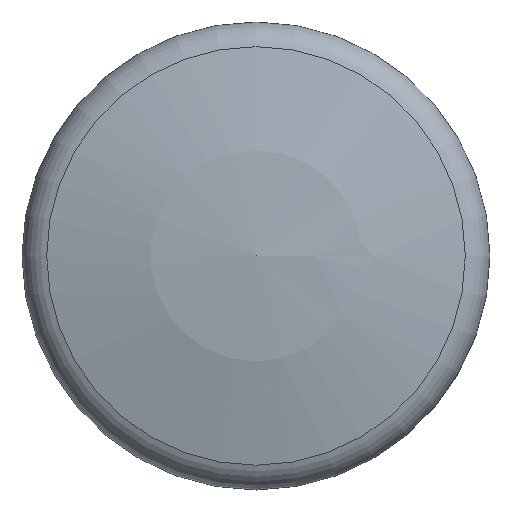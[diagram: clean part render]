
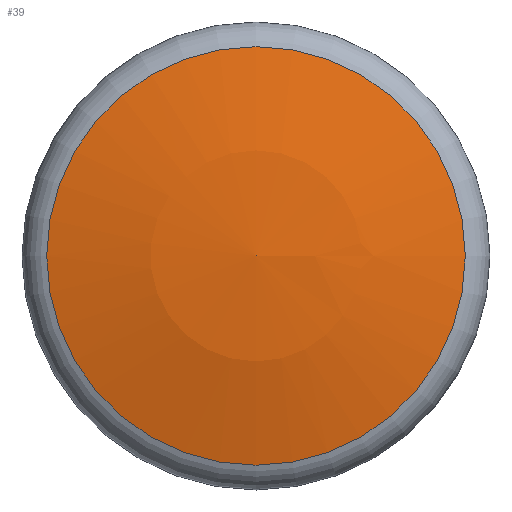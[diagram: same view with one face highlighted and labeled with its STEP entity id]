
A CAD part, top view. The second image highlights one B-rep face of the part: STEP entity #39.
In plain terms, the highlighted spherical face has radius 60 mm.
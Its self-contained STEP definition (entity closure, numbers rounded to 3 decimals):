
#39 = ADVANCED_FACE( '', ( #82 ), #83, .T. );
#82 = FACE_OUTER_BOUND( '', #132, .T. );
#83 = SPHERICAL_SURFACE( '', #133, 60. );
#132 = EDGE_LOOP( '', ( #180 ) );
#133 = AXIS2_PLACEMENT_3D( '', #181, #182, #183 );
#180 = ORIENTED_EDGE( '', *, *, #239, .T. );
#181 = CARTESIAN_POINT( '', ( 0., 0., -25. ) );
#182 = DIRECTION( '', ( 0., 0., 1. ) );
#183 = DIRECTION( '', ( 1., 0., 0. ) );
#239 = EDGE_CURVE( '', #265, #265, #266, .F. );
#265 = VERTEX_POINT( '', #296 );
#266 = CIRCLE( '', #297, 15.652 );
#296 = CARTESIAN_POINT( '', ( -15.652, 0., 32.922 ) );
#297 = AXIS2_PLACEMENT_3D( '', #328, #329, #330 );
#328 = CARTESIAN_POINT( '', ( 0., 0., 32.922 ) );
#329 = DIRECTION( '', ( 0., 0., -1. ) );
#330 = DIRECTION( '', ( -1., 0., 0. ) );
